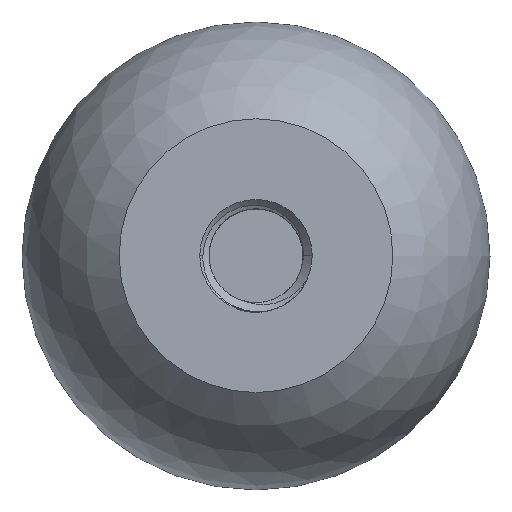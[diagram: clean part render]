
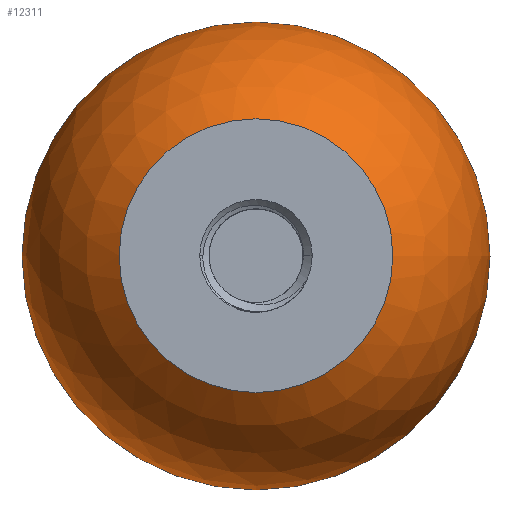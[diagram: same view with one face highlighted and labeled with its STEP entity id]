
A CAD part, top view. The second image highlights one B-rep face of the part: STEP entity #12311.
In plain terms, the highlighted spherical face has radius 25.4 mm.
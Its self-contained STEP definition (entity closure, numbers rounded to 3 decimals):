
#247 = DIRECTION ( 'NONE',  ( 0., 0., -1. ) ) ;
#467 = CARTESIAN_POINT ( 'NONE',  ( 0., 0., 0. ) ) ;
#1138 = AXIS2_PLACEMENT_3D ( 'NONE', #25756, #7413, #25855 ) ;
#1241 = ORIENTED_EDGE ( 'NONE', *, *, #24549, .T. ) ;
#3934 = VERTEX_POINT ( 'NONE', #16360 ) ;
#4392 = AXIS2_PLACEMENT_3D ( 'NONE', #467, #25847, #9905 ) ;
#6439 = CIRCLE ( 'NONE', #13987, 14.859 ) ;
#6715 = AXIS2_PLACEMENT_3D ( 'NONE', #23197, #6982, #23009 ) ;
#6982 = DIRECTION ( 'NONE',  ( 0., 0., 1. ) ) ;
#7413 = DIRECTION ( 'NONE',  ( 0., 0., -1. ) ) ;
#7928 = EDGE_CURVE ( 'NONE', #19813, #13145, #6439, .T. ) ;
#8619 = AXIS2_PLACEMENT_3D ( 'NONE', #23970, #24177, #12853 ) ;
#9011 = VERTEX_POINT ( 'NONE', #15052 ) ;
#9309 = FACE_OUTER_BOUND ( 'NONE', #25500, .T. ) ;
#9905 = DIRECTION ( 'NONE',  ( -1., 0., 0. ) ) ;
#10194 = EDGE_LOOP ( 'NONE', ( #1241, #18396 ) ) ;
#11445 = SPHERICAL_SURFACE ( 'NONE', #8619, 25.4 ) ;
#12213 = ORIENTED_EDGE ( 'NONE', *, *, #16737, .F. ) ;
#12311 = ADVANCED_FACE ( 'NONE', ( #9309, #17559 ), #11445, .T. ) ;
#12853 = DIRECTION ( 'NONE',  ( 1., 0., 0. ) ) ;
#13145 = VERTEX_POINT ( 'NONE', #16958 ) ;
#13897 = CARTESIAN_POINT ( 'NONE',  ( 14.859, 0., 20.6 ) ) ;
#13987 = AXIS2_PLACEMENT_3D ( 'NONE', #25537, #247, #27613 ) ;
#15052 = CARTESIAN_POINT ( 'NONE',  ( 0., -25.4, 0. ) ) ;
#16163 = CIRCLE ( 'NONE', #1138, 14.859 ) ;
#16360 = CARTESIAN_POINT ( 'NONE',  ( 0., 25.4, 0. ) ) ;
#16737 = EDGE_CURVE ( 'NONE', #9011, #3934, #18945, .T. ) ;
#16958 = CARTESIAN_POINT ( 'NONE',  ( -14.859, 0., 20.6 ) ) ;
#17559 = FACE_BOUND ( 'NONE', #10194, .T. ) ;
#18396 = ORIENTED_EDGE ( 'NONE', *, *, #7928, .T. ) ;
#18945 = CIRCLE ( 'NONE', #4392, 25.4 ) ;
#19813 = VERTEX_POINT ( 'NONE', #13897 ) ;
#20801 = CIRCLE ( 'NONE', #6715, 25.4 ) ;
#23009 = DIRECTION ( 'NONE',  ( 1., 0., 0. ) ) ;
#23197 = CARTESIAN_POINT ( 'NONE',  ( 0., 0., 0. ) ) ;
#23970 = CARTESIAN_POINT ( 'NONE',  ( 0., 0., 0. ) ) ;
#24177 = DIRECTION ( 'NONE',  ( 0., 0., -1. ) ) ;
#24549 = EDGE_CURVE ( 'NONE', #13145, #19813, #16163, .T. ) ;
#25500 = EDGE_LOOP ( 'NONE', ( #12213, #28748 ) ) ;
#25537 = CARTESIAN_POINT ( 'NONE',  ( 0., 0., 20.6 ) ) ;
#25756 = CARTESIAN_POINT ( 'NONE',  ( 0., 0., 20.6 ) ) ;
#25847 = DIRECTION ( 'NONE',  ( 0., 0., -1. ) ) ;
#25855 = DIRECTION ( 'NONE',  ( -1., 0., 0. ) ) ;
#27318 = EDGE_CURVE ( 'NONE', #9011, #3934, #20801, .T. ) ;
#27613 = DIRECTION ( 'NONE',  ( -1., 0., 0. ) ) ;
#28748 = ORIENTED_EDGE ( 'NONE', *, *, #27318, .T. ) ;
